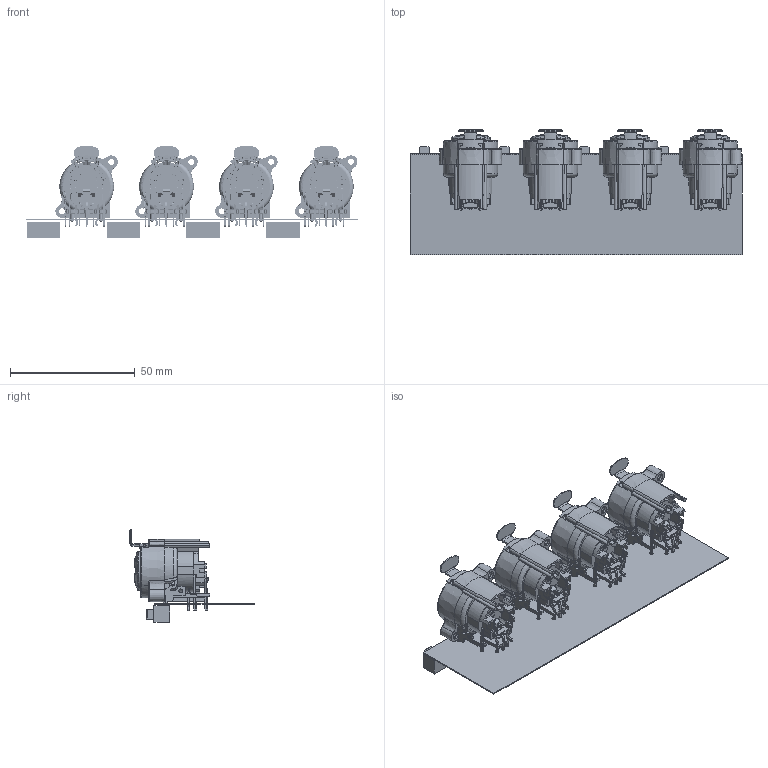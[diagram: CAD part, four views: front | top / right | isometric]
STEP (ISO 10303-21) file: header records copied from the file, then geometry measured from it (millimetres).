
FILE_DESCRIPTION(('Open CASCADE Model'),'2;1');
FILE_NAME('Open CASCADE Shape Model','2025-02-07T22:25:05',('Author'),( 'Open CASCADE'),'Open CASCADE STEP processor 6.8','Open CASCADE 6.8' ,'Unknown');
FILE_SCHEMA(('AUTOMOTIVE_DESIGN { 1 0 10303 214 1 1 1 1 }'));
Length unit declared in the file: millimetre
Products named in the file (6): PCB; Board; Open CASCADE STEP translator 6.8 1.1.1; Free-Models; SlideSwitch; 3D_Model_NCJ6FA-H
Assembly tree (11 placements, depth 3):
  PCB
    Board
      Open CASCADE STEP translator 6.8 1.1.1
    Free-Models
      SlideSwitch  x4
      3D_Model_NCJ6FA-H  x4
Bounding box: 133 x 50.04 x 37.09 mm (x, y, z)
Volume: 34105.4 mm3; surface area: 40586 mm2
Topology: 9 solids, 13 shells, 6986 faces, 19248 edges, 12188 vertices
Faces by surface type: plane 4530, cylinder 1360, bspline 548, cone 308, sphere 128, torus 96, extrusion 16
Full cylindrical faces by diameter (mm): 1.3 x20, 1.8 x24
Entity records: 64324 total; most frequent: CARTESIAN_POINT 19603, ORIENTED_EDGE 9830, DIRECTION 8507, EDGE_CURVE 4915, VERTEX_POINT 3119, VECTOR 2955, LINE 2951, AXIS2_PLACEMENT_3D 2776
